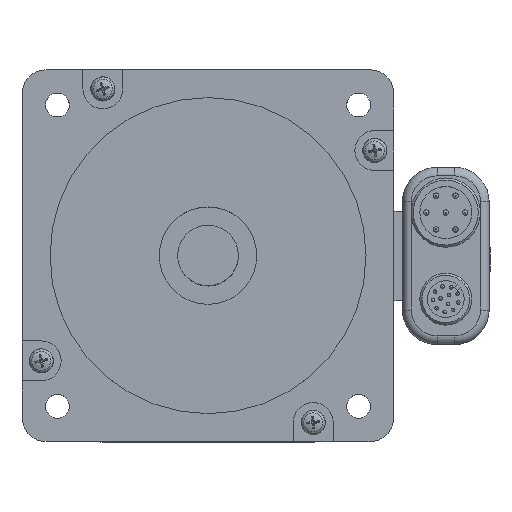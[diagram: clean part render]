
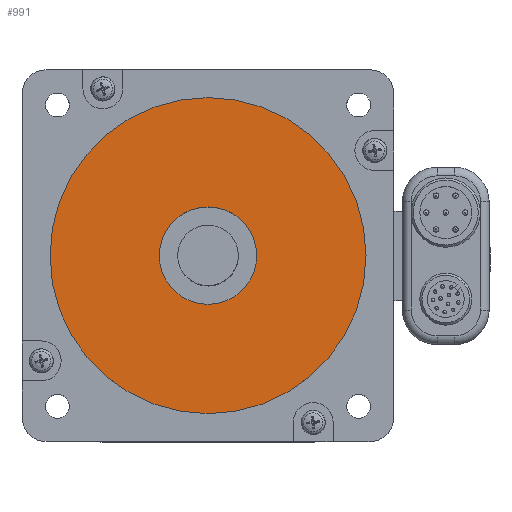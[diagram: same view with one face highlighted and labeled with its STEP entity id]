
A CAD part, top view. The second image highlights one B-rep face of the part: STEP entity #991.
In plain terms, the highlighted planar face has unit normal (0, 0, 1).
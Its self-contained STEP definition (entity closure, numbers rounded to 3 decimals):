
#198=CARTESIAN_POINT('',(36.5,0.,19.12));
#199=VERTEX_POINT('',#198);
#200=CARTESIAN_POINT('',(0.0,0.0,19.12));
#201=DIRECTION('',(0.0,0.0,1.0));
#202=DIRECTION('',(-1.0,0.0,0.0));
#203=AXIS2_PLACEMENT_3D('',#200,#201,#202);
#204=CIRCLE('',#203,36.5);
#205=EDGE_CURVE('',#199,#199,#204,.T.);
#972=CARTESIAN_POINT('',(0.,0.,19.12));
#973=DIRECTION('',(0.0,0.0,1.0));
#974=DIRECTION('',(1.0,0.0,0.0));
#975=AXIS2_PLACEMENT_3D('',#972,#973,#974);
#976=PLANE('',#975);
#977=ORIENTED_EDGE('',*,*,#205,.T.);
#978=EDGE_LOOP('',(#977));
#979=FACE_OUTER_BOUND('',#978,.T.);
#980=CARTESIAN_POINT('',(11.25,0.,19.12));
#981=VERTEX_POINT('',#980);
#982=CARTESIAN_POINT('',(0.0,0.0,19.12));
#983=DIRECTION('',(0.0,0.0,1.0));
#984=DIRECTION('',(-1.0,0.0,0.0));
#985=AXIS2_PLACEMENT_3D('',#982,#983,#984);
#986=CIRCLE('',#985,11.25);
#987=EDGE_CURVE('',#981,#981,#986,.T.);
#988=ORIENTED_EDGE('',*,*,#987,.F.);
#989=EDGE_LOOP('',(#988));
#990=FACE_BOUND('',#989,.T.);
#991=ADVANCED_FACE('',(#979,#990),#976,.T.);
